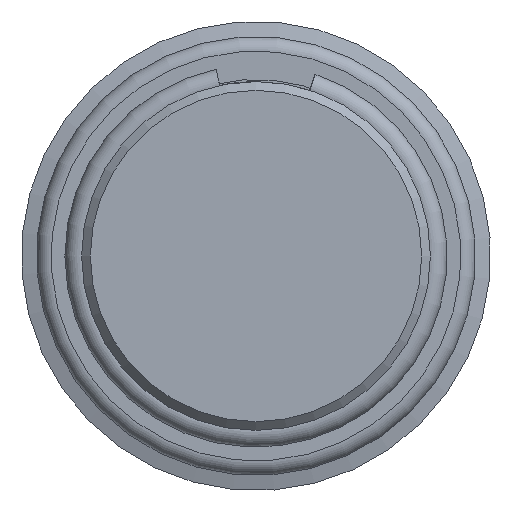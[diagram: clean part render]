
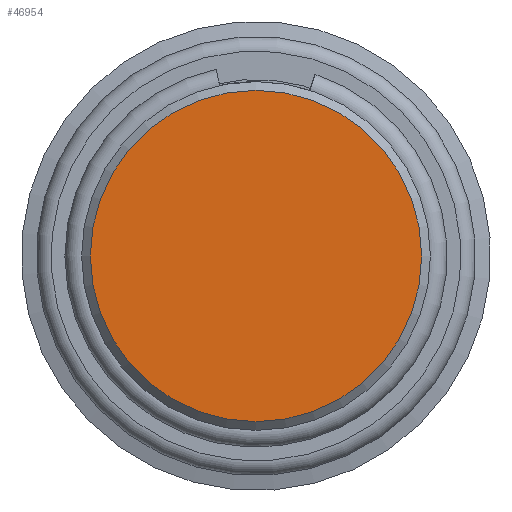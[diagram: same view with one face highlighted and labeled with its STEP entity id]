
A CAD part, left-side view. The second image highlights one B-rep face of the part: STEP entity #46954.
In plain terms, the highlighted planar face has unit normal (-1, 0, 0).
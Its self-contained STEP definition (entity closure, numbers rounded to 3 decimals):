
#46934=CARTESIAN_POINT('',(0.,5.7,0.0));
#46935=VERTEX_POINT('',#46934);
#46936=CARTESIAN_POINT('',(0.0,0.0,0.0));
#46937=DIRECTION('',(1.0,0.0,0.0));
#46938=DIRECTION('',(0.0,1.0,0.0));
#46939=AXIS2_PLACEMENT_3D('',#46936,#46937,#46938);
#46940=CIRCLE('',#46939,5.7);
#46941=EDGE_CURVE('',#46935,#46935,#46940,.T.);
#46946=CARTESIAN_POINT('',(0.,5.35,0.0));
#46947=DIRECTION('',(-1.0,0.0,0.0));
#46948=DIRECTION('',(0.0,0.0,1.0));
#46949=AXIS2_PLACEMENT_3D('',#46946,#46947,#46948);
#46950=PLANE('',#46949);
#46951=ORIENTED_EDGE('',*,*,#46941,.F.);
#46952=EDGE_LOOP('',(#46951));
#46953=FACE_OUTER_BOUND('',#46952,.T.);
#46954=ADVANCED_FACE('',(#46953),#46950,.T.);
